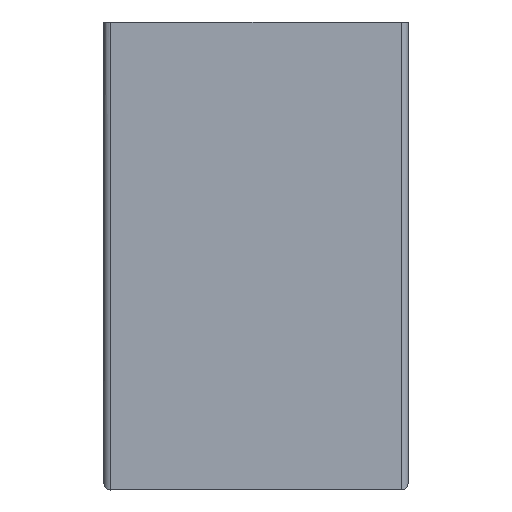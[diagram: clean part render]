
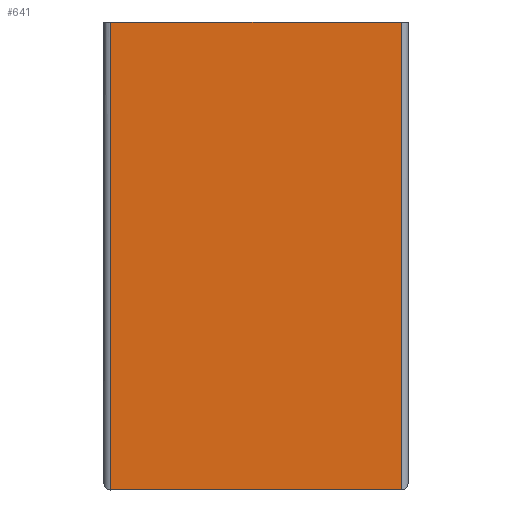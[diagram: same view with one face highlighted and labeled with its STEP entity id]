
A CAD part, front view. The second image highlights one B-rep face of the part: STEP entity #641.
In plain terms, the highlighted planar face has unit normal (0, -1, 0).
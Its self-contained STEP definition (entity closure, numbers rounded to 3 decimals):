
#40 = DIRECTION ( 'NONE',  ( 0., 0., -1. ) ) ;
#47 = ORIENTED_EDGE ( 'NONE', *, *, #554, .T. ) ;
#53 = CARTESIAN_POINT ( 'NONE',  ( -62., -70., 200. ) ) ;
#60 = DIRECTION ( 'NONE',  ( 0., 1., 0. ) ) ;
#67 = DIRECTION ( 'NONE',  ( 0., 0., 1. ) ) ;
#107 = VERTEX_POINT ( 'NONE', #967 ) ;
#162 = VECTOR ( 'NONE', #40, 1000. ) ;
#174 = LINE ( 'NONE', #819, #162 ) ;
#220 = EDGE_LOOP ( 'NONE', ( #787, #616, #600, #47 ) ) ;
#262 = EDGE_CURVE ( 'NONE', #782, #107, #649, .T. ) ;
#293 = EDGE_CURVE ( 'NONE', #1305, #1040, #1450, .T. ) ;
#332 = CARTESIAN_POINT ( 'NONE',  ( -62., -70., 0. ) ) ;
#499 = DIRECTION ( 'NONE',  ( 0., 0., -1. ) ) ;
#554 = EDGE_CURVE ( 'NONE', #1305, #782, #1207, .T. ) ;
#584 = PLANE ( 'NONE',  #842 ) ;
#600 = ORIENTED_EDGE ( 'NONE', *, *, #293, .F. ) ;
#616 = ORIENTED_EDGE ( 'NONE', *, *, #1563, .F. ) ;
#641 = ADVANCED_FACE ( 'NONE', ( #1769 ), #584, .F. ) ;
#649 = LINE ( 'NONE', #1147, #846 ) ;
#782 = VERTEX_POINT ( 'NONE', #332 ) ;
#787 = ORIENTED_EDGE ( 'NONE', *, *, #262, .T. ) ;
#819 = CARTESIAN_POINT ( 'NONE',  ( 62., -70., 200. ) ) ;
#842 = AXIS2_PLACEMENT_3D ( 'NONE', #53, #60, #67 ) ;
#846 = VECTOR ( 'NONE', #989, 1000. ) ;
#880 = CARTESIAN_POINT ( 'NONE',  ( -62., -70., 200. ) ) ;
#967 = CARTESIAN_POINT ( 'NONE',  ( 62., -70., 0. ) ) ;
#989 = DIRECTION ( 'NONE',  ( 1., 0., 0. ) ) ;
#1040 = VERTEX_POINT ( 'NONE', #1200 ) ;
#1147 = CARTESIAN_POINT ( 'NONE',  ( -62., -70., 0. ) ) ;
#1200 = CARTESIAN_POINT ( 'NONE',  ( 62., -70., 200. ) ) ;
#1207 = LINE ( 'NONE', #880, #1280 ) ;
#1280 = VECTOR ( 'NONE', #499, 1000. ) ;
#1305 = VERTEX_POINT ( 'NONE', #1724 ) ;
#1450 = LINE ( 'NONE', #1691, #1497 ) ;
#1497 = VECTOR ( 'NONE', #1712, 1000. ) ;
#1563 = EDGE_CURVE ( 'NONE', #1040, #107, #174, .T. ) ;
#1691 = CARTESIAN_POINT ( 'NONE',  ( -62., -70., 200. ) ) ;
#1712 = DIRECTION ( 'NONE',  ( 1., 0., 0. ) ) ;
#1724 = CARTESIAN_POINT ( 'NONE',  ( -62., -70., 200. ) ) ;
#1769 = FACE_OUTER_BOUND ( 'NONE', #220, .T. ) ;
